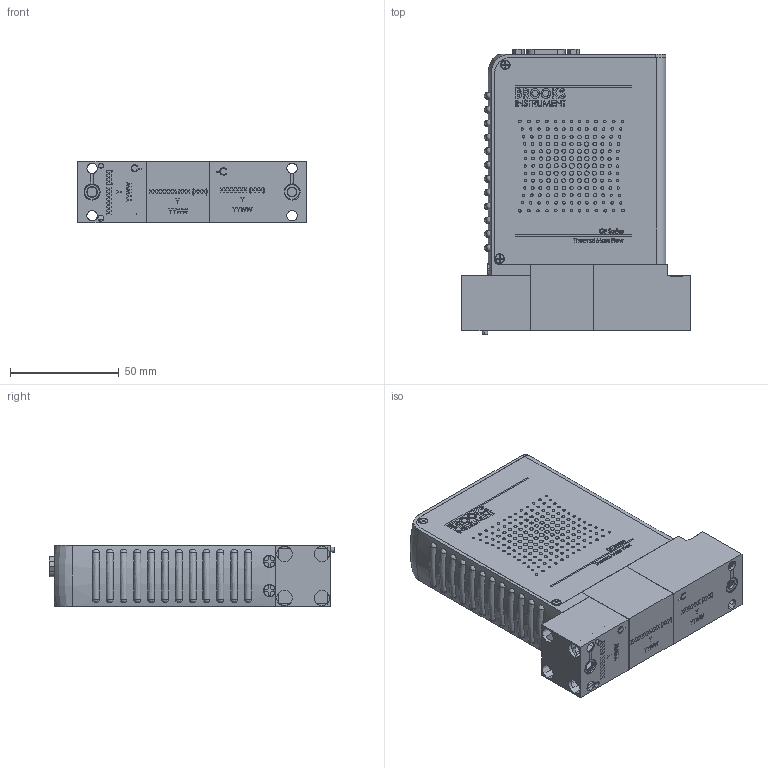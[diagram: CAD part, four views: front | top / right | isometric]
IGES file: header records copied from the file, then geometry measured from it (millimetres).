
Start section: SolidWorks IGES file using analytic representation for surfaces
Global section: file name: GF100-GF120-GF125-LX-GX.IGS; native system: SolidWorks 2020; preprocessor: SolidWorks 2020; author: CFehr; date: 210826.105048; units: inch
Bounding box: 104.82 x 131.23 x 28.46 mm (x, y, z)
Volume: 54228.9 mm3; surface area: 80296.9 mm2
Topology: 65 solids, 65 shells, 2987 faces, 7594 edges, 4984 vertices
Faces by surface type: plane 1904, revolution 785, bspline 298
